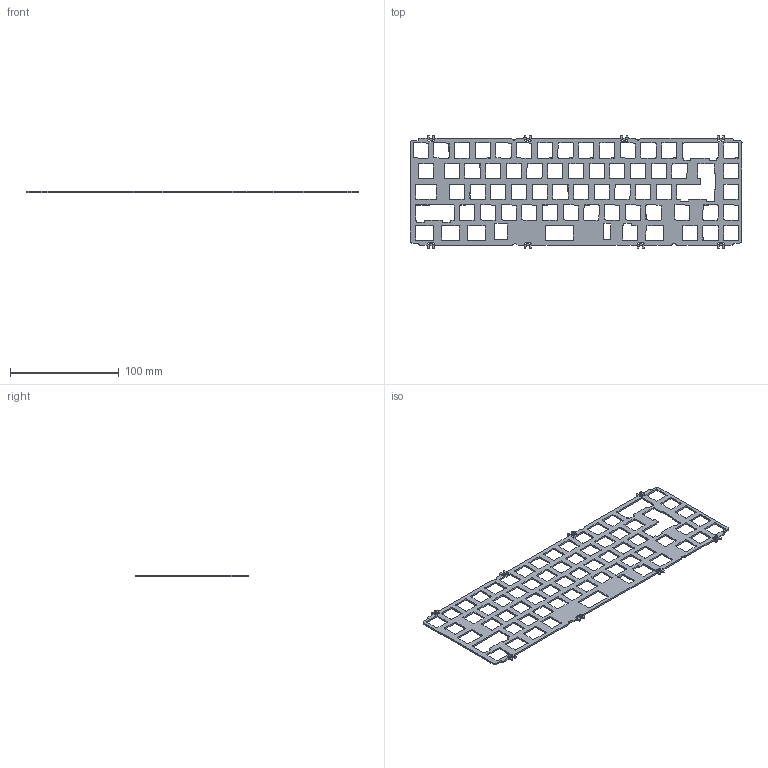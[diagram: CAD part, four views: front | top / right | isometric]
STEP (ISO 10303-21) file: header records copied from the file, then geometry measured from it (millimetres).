
FILE_DESCRIPTION(/* description */ (''),/* implementation_level */ '2;1');
FILE_NAME(/* name */ '全钢定~1',/* time_stamp */ '2023-10-30T16:29:21+08:00',/* author */ (''),/* organization */ (''),/* preprocessor_version */ 'ST-DEVELOPER v16.5',/* originating_system */ '',/* authorisation */ '');
FILE_SCHEMA (('CONFIG_CONTROL_DESIGN'));
Length unit declared in the file: millimetre
Products named in the file (1): Document
Bounding box: 304.76 x 104.45 x 1.5 mm (x, y, z)
Volume: 26624.9 mm3; surface area: 36100.8 mm2
Topology: 1 solids, 1 shells, 156 faces, 462 edges, 308 vertices
Faces by surface type: bspline 153, plane 3
Entity records: 11200 total; most frequent: CARTESIAN_POINT 8477, ORIENTED_EDGE 924, EDGE_CURVE 462, EDGE_LOOP 308, VERTEX_POINT 308, ADVANCED_FACE 156, FACE_OUTER_BOUND 156, B_SPLINE_CURVE_WITH_KNOTS 156
